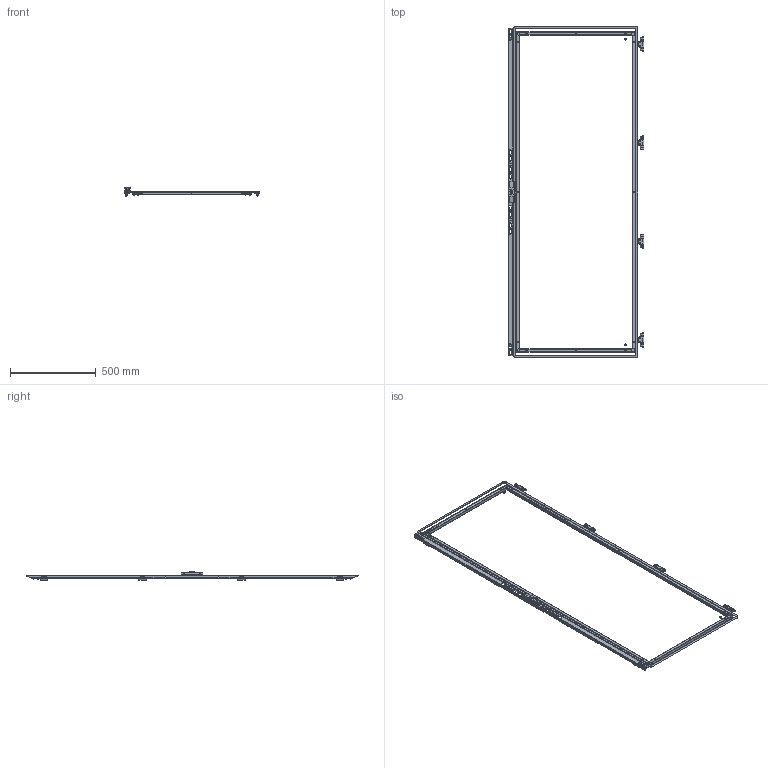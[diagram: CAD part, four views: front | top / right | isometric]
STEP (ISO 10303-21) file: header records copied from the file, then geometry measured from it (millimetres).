
FILE_DESCRIPTION (( 'STEP AP203' ), '1' );
FILE_NAME ('UR55110208000 Äâåðü ïåðôîðèðîâàííàÿ RS52 200.80 CÏ ( 000.801.558-01).STEP', '2022-04-11T13:33:45', ( '' ), ( '' ), 'SwSTEP 2.0', 'SolidWorks 2017', '' );
FILE_SCHEMA (( 'CONFIG_CONTROL_DESIGN' ));
Length unit declared in the file: millimetre
Products named in the file (31): Øïèëüêà ðåçüáîâàÿ Ì6_Œ5å12; Âèíò ISO 10642 TX_Œ5å16; 000.210.581 Îñíîâàíèå äâåðè ïåðôîðèðîâàííîé RS52 200.00_01 (200.80); 029-373 Ñîåäèíèòåëü óãëîâîé ðàìêè äâåðè RS52; Ãàéêà øåñòèãðàííàÿ âûñîêàÿ ñàìîñòîïîðÿùàÿñÿ ñ ôëàíöåì ÃÎÑÒ ISO 7043_Œ6; MS896 Çàìîê-íàêëàäêà îñíîâíàÿ äëÿ LC_‡ ªàëâ®; 028-98 Ñêîáà; Âèíò DIN 7500 C TORX_Œ5å16; 000.800.094 Ïëàíêà çàïîðíàÿ_04 (200.00); UR55110208000 Äâåðü ïåðôîðèðîâàííàÿ RS52 200.80 CÏ ( 000.801.558-01); 000.231.045 Ðàìà óñèëèâàþùàÿ RS52_19 (200.80); 054-201 Ïîïåðå÷èíà äâåðè RS52_02 (00.80); 000.203.296 Äâåðü ïåðôîðèðîâàííàÿ RS52 200.00_01 (200.80); 050-42 Âòóëêà ñêðûòîé ïåòëè; 054-200 Ñòîéêà äâåðè RS52_04 (200.00); 040-195 Ïëàíêà çàïîðíàÿ_04 (200.00); Óïëîòíèòåëü ÏÏÓ äëÿ äâåðêè LC3_14 (200å80); 012-2063 Ïàíåëü äâåðè ïåðôîðèðîâàííîé RS52 200.00_01 (200.80); 000.800.093 Ïëàíêà çàïîðíàÿ_04 (200.00); Ãàéêà Ýðèêñîíà Ì5 ñ ïëîñêîé ãîëîâêîé; Øïèëüêà çàçåìëåíèÿ CKF CS_Œ6å16; 016-90 Øòûðü ïåòëè LC3; 040-196 Ïëàíêà çàïîðíàÿ_04 (200.00); 000.800.061 Ïåòëÿ LC3_‡ ªàëâ®; 048-06 Ïðóæèíà ïåòëè çàæèìíàÿ; Øàéáà 6402 Ò_Œ6; 028-126 Ñêîáà LC3; 040-194 Ïëàíêà çàïîðíàÿ_00 (120.00, 180.00 - 220.00); 037-50 Ïåòëÿ LC3; Øïèëüêà ðåçüáîâàÿ Ì6_Œ6å12; Âèíò ISO 10642 TX_Œ5å10
Assembly tree (110 placements, depth 4):
  UR55110208000 Äâåðü ïåðôîðèðîâàííàÿ RS52 200.80 CÏ ( 000.801.558-01)
    000.203.296 Äâåðü ïåðôîðèðîâàííàÿ RS52 200.00_01 (200.80)
      000.210.581 Îñíîâàíèå äâåðè ïåðôîðèðîâàííîé RS52 200.00_01 (200.80)
        012-2063 Ïàíåëü äâåðè ïåðôîðèðîâàííîé RS52 200.00_01 (200.80)
        Øïèëüêà çàçåìëåíèÿ CKF CS_Œ6å16  x2
        Øïèëüêà ðåçüáîâàÿ Ì6_Œ5å12  x12
        Øïèëüêà ðåçüáîâàÿ Ì6_Œ6å12  x6
        050-42 Âòóëêà ñêðûòîé ïåòëè  x4
      000.231.045 Ðàìà óñèëèâàþùàÿ RS52_19 (200.80)
        054-200 Ñòîéêà äâåðè RS52_04 (200.00)  x2
        054-201 Ïîïåðå÷èíà äâåðè RS52_02 (00.80)  x2
        029-373 Ñîåäèíèòåëü óãëîâîé ðàìêè äâåðè RS52  x4
        Âèíò DIN 7500 C TORX_Œ5å16  x8
      Ãàéêà Ýðèêñîíà Ì5 ñ ïëîñêîé ãîëîâêîé  x12
      Óïëîòíèòåëü ÏÏÓ äëÿ äâåðêè LC3_14 (200å80)
      MS896 Çàìîê-íàêëàäêà îñíîâíàÿ äëÿ LC_‡ ªàëâ®
      Âèíò ISO 10642 TX_Œ5å10  x2
      040-194 Ïëàíêà çàïîðíàÿ_00 (120.00, 180.00 - 220.00)
      000.800.093 Ïëàíêà çàïîðíàÿ_04 (200.00)
        040-195 Ïëàíêà çàïîðíàÿ_04 (200.00)
        028-98 Ñêîáà  x2
      000.800.094 Ïëàíêà çàïîðíàÿ_04 (200.00)
        040-196 Ïëàíêà çàïîðíàÿ_04 (200.00)
        028-98 Ñêîáà  x2
      Ãàéêà øåñòèãðàííàÿ âûñîêàÿ ñàìîñòîïîðÿùàÿñÿ ñ ôëàíöåì ÃÎÑÒ ISO 7043_Œ6  x6
      Øàéáà 6402 Ò_Œ6  x6
    000.800.061 Ïåòëÿ LC3_‡ ªàëâ®  x4
      037-50 Ïåòëÿ LC3
      016-90 Øòûðü ïåòëè LC3
      048-06 Ïðóæèíà ïåòëè çàæèìíàÿ
    028-126 Ñêîáà LC3  x4
    Âèíò ISO 10642 TX_Œ5å16  x16
Bounding box: 792.9 x 1936.04 x 47.35 mm (x, y, z)
Volume: 1152739.9 mm3; surface area: 1184893 mm2
Topology: 120 solids, 124 shells, 3730 faces, 9893 edges, 6469 vertices
Faces by surface type: cylinder 1729, plane 1371, cone 408, bspline 104, torus 102, sphere 16
Entity records: 268497 total; most frequent: CARTESIAN_POINT 49721, ORIENTED_EDGE 45774, DIRECTION 39631, EDGE_CURVE 22890, VECTOR 21441, LINE 21441, VERTEX_POINT 15216, EDGE_LOOP 10347
